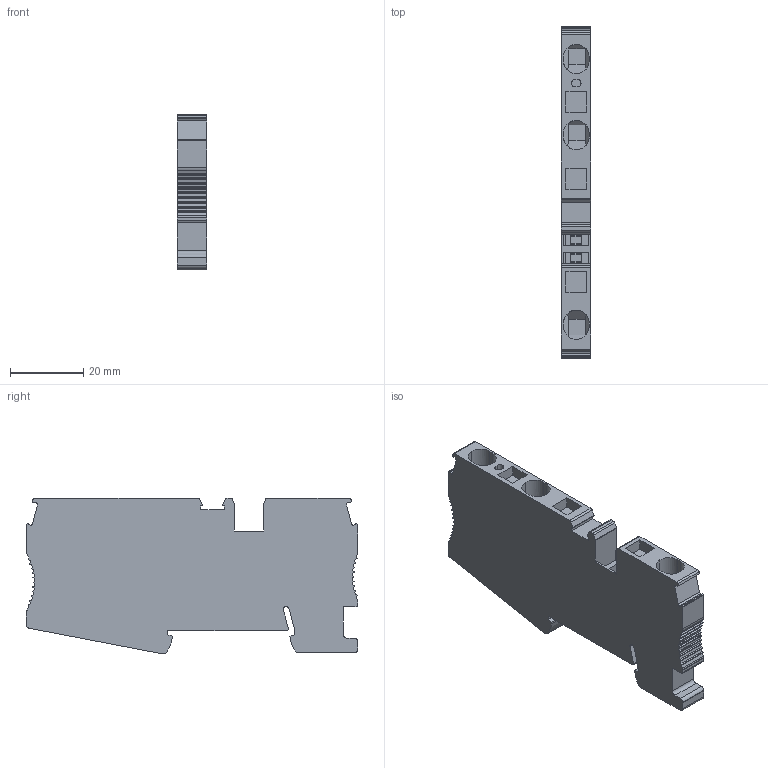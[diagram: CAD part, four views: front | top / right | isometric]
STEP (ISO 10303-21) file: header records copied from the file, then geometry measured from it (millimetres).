
FILE_DESCRIPTION(('STEP AP214'),'1');
FILE_NAME(' ',' ',('TraceParts'),('TraceParts S.A.'),'XStep 1.0',' ',' ');
FILE_SCHEMA(('automotive_design'));
Length unit declared in the file: millimetre
Products named in the file (1): NSYTRR63
Bounding box: 8.15 x 90.5 x 42.54 mm (x, y, z)
Volume: 24600.9 mm3; surface area: 10783.8 mm2
Topology: 1 solids, 1 shells, 307 faces, 880 edges, 584 vertices
Faces by surface type: plane 165, cylinder 142
Entity records: 10347 total; most frequent: CARTESIAN_POINT 2126, ORIENTED_EDGE 1760, DIRECTION 1704, EDGE_CURVE 880, LINE 592, VECTOR 592, VERTEX_POINT 584, AXIS2_PLACEMENT_3D 556
